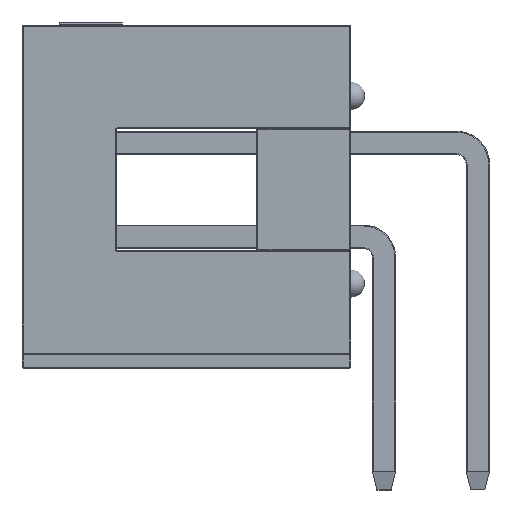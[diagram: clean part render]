
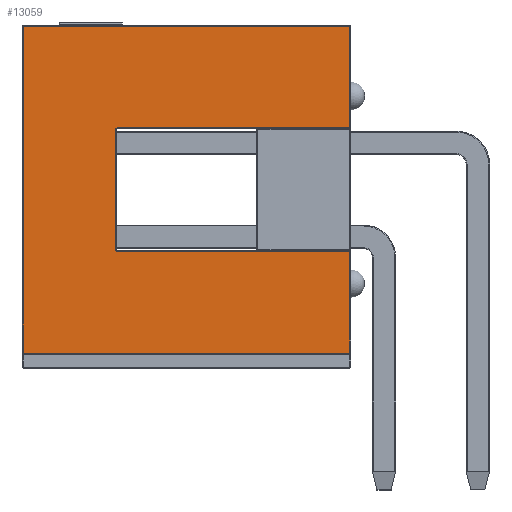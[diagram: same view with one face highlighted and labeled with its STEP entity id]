
A CAD part, front view. The second image highlights one B-rep face of the part: STEP entity #13059.
In plain terms, the highlighted face is planar.
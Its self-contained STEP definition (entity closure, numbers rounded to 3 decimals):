
#791=PLANE('',#14163);
#1464=FACE_OUTER_BOUND('',#2249,.T.);
#2249=EDGE_LOOP('',(#10444,#10445,#10446,#10447,#10448,#10449,#10450,#10451,
#10452,#10453));
#2964=CIRCLE('',#13982,0.051);
#2998=CIRCLE('',#14031,0.051);
#3213=LINE('',#19509,#4606);
#3216=LINE('',#19548,#4609);
#3221=LINE('',#19576,#4614);
#3226=LINE('',#19598,#4619);
#3232=LINE('',#19628,#4625);
#3235=LINE('',#19632,#4628);
#3239=LINE('',#19638,#4632);
#3280=LINE('',#19700,#4673);
#4606=VECTOR('',#15691,10.);
#4609=VECTOR('',#15736,10.);
#4614=VECTOR('',#15769,10.);
#4619=VECTOR('',#15796,10.);
#4625=VECTOR('',#15832,10.);
#4628=VECTOR('',#15837,10.);
#4632=VECTOR('',#15845,10.);
#4673=VECTOR('',#15928,10.);
#6147=VERTEX_POINT('',#19261);
#6179=VERTEX_POINT('',#19445);
#6180=VERTEX_POINT('',#19447);
#6201=VERTEX_POINT('',#19504);
#6213=VERTEX_POINT('',#19539);
#6214=VERTEX_POINT('',#19540);
#6225=VERTEX_POINT('',#19571);
#6229=VERTEX_POINT('',#19591);
#6235=VERTEX_POINT('',#19611);
#6239=VERTEX_POINT('',#19619);
#7493=EDGE_CURVE('',#6179,#6180,#2964,.T.);
#7523=EDGE_CURVE('',#6147,#6201,#3213,.T.);
#7537=EDGE_CURVE('',#6213,#6214,#2998,.T.);
#7541=EDGE_CURVE('',#6214,#6179,#3216,.T.);
#7555=EDGE_CURVE('',#6201,#6225,#3221,.T.);
#7566=EDGE_CURVE('',#6229,#6213,#3226,.T.);
#7581=EDGE_CURVE('',#6235,#6239,#3232,.T.);
#7584=EDGE_CURVE('',#6239,#6229,#3235,.T.);
#7588=EDGE_CURVE('',#6225,#6235,#3239,.T.);
#7629=EDGE_CURVE('',#6180,#6147,#3280,.T.);
#10444=ORIENTED_EDGE('',*,*,#7581,.F.);
#10445=ORIENTED_EDGE('',*,*,#7588,.F.);
#10446=ORIENTED_EDGE('',*,*,#7555,.F.);
#10447=ORIENTED_EDGE('',*,*,#7523,.F.);
#10448=ORIENTED_EDGE('',*,*,#7629,.F.);
#10449=ORIENTED_EDGE('',*,*,#7493,.F.);
#10450=ORIENTED_EDGE('',*,*,#7541,.F.);
#10451=ORIENTED_EDGE('',*,*,#7537,.F.);
#10452=ORIENTED_EDGE('',*,*,#7566,.F.);
#10453=ORIENTED_EDGE('',*,*,#7584,.F.);
#13059=ADVANCED_FACE('',(#1464),#791,.T.);
#13982=AXIS2_PLACEMENT_3D('',#19448,#15618,#15619);
#14031=AXIS2_PLACEMENT_3D('',#19541,#15726,#15727);
#14163=AXIS2_PLACEMENT_3D('',#20403,#16412,#16413);
#15618=DIRECTION('center_axis',(1.,0.,0.));
#15619=DIRECTION('ref_axis',(0.,-0.707,0.707));
#15691=DIRECTION('',(0.,-1.,0.));
#15726=DIRECTION('center_axis',(1.,0.,0.));
#15727=DIRECTION('ref_axis',(0.,0.707,0.707));
#15736=DIRECTION('',(0.,-1.,0.));
#15769=DIRECTION('',(0.,0.,1.));
#15796=DIRECTION('',(0.,0.,1.));
#15832=DIRECTION('',(0.,0.,-1.));
#15837=DIRECTION('',(0.,-1.,0.));
#15845=DIRECTION('',(0.,1.,0.));
#15928=DIRECTION('',(0.,0.,-1.));
#16412=DIRECTION('center_axis',(1.,0.,0.));
#16413=DIRECTION('ref_axis',(0.,1.,0.));
#19261=CARTESIAN_POINT('',(46.355,-1.676,0.025));
#19445=CARTESIAN_POINT('',(46.355,-1.626,6.375));
#19447=CARTESIAN_POINT('',(46.355,-1.676,6.325));
#19448=CARTESIAN_POINT('Origin',(46.355,-1.626,6.325));
#19504=CARTESIAN_POINT('',(46.355,-4.42,0.025));
#19509=CARTESIAN_POINT('',(46.355,-2.222,0.025));
#19539=CARTESIAN_POINT('',(46.355,1.676,6.325));
#19540=CARTESIAN_POINT('',(46.355,1.626,6.375));
#19541=CARTESIAN_POINT('Origin',(46.355,1.626,6.325));
#19548=CARTESIAN_POINT('',(46.355,-3.048,6.375));
#19571=CARTESIAN_POINT('',(46.355,-4.42,8.865));
#19576=CARTESIAN_POINT('',(46.355,-4.42,0.));
#19591=CARTESIAN_POINT('',(46.355,1.676,0.025));
#19598=CARTESIAN_POINT('',(46.355,1.676,3.175));
#19611=CARTESIAN_POINT('',(46.355,4.42,8.865));
#19619=CARTESIAN_POINT('',(46.355,4.42,0.025));
#19628=CARTESIAN_POINT('',(46.355,4.42,0.));
#19632=CARTESIAN_POINT('',(46.355,-2.222,0.025));
#19638=CARTESIAN_POINT('',(46.355,-2.222,8.865));
#19700=CARTESIAN_POINT('',(46.355,-1.676,0.));
#20403=CARTESIAN_POINT('Origin',(46.355,-4.445,0.));
